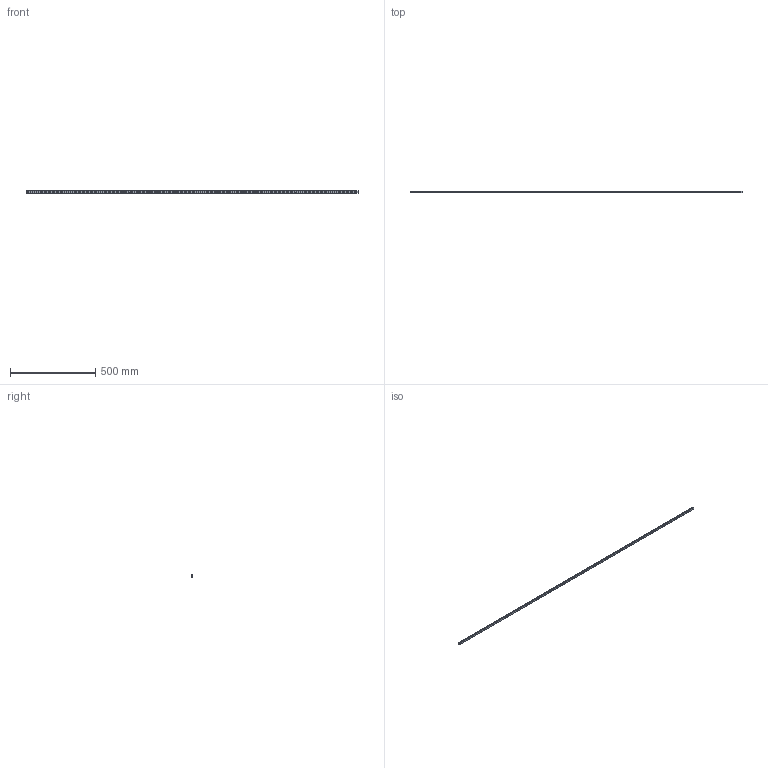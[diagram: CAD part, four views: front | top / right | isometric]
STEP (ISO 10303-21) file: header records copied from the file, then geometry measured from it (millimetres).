
FILE_DESCRIPTION (( 'STEP AP214' ), '1' );
FILE_NAME ('SRS12MSS-1950LTM_G12-5_0_0_0_0_0_1.STEP', '2021-08-10T12:45:05', ( '' ), ( '' ), 'SwSTEP 2.0', 'SolidWorks 2021', '' );
FILE_SCHEMA (( 'AUTOMOTIVE_DESIGN' ));
Length unit declared in the file: millimetre
Products named in the file (2): _SRS12M195012.5 Track; SRS12MSS-1950LTM_G12-5_0_0_0_0_0_1
Assembly tree (1 placements, depth 2):
  SRS12MSS-1950LTM_G12-5_0_0_0_0_0_1
    _SRS12M195012.5 Track
Bounding box: 1950 x 7.5 x 12 mm (x, y, z)
Volume: 158262.9 mm3; surface area: 84068.9 mm2
Topology: 1 solids, 1 shells, 430 faces, 1048 edges, 698 vertices
Faces by surface type: cylinder 323, plane 107
Entity records: 13352 total; most frequent: DIRECTION 2538, CARTESIAN_POINT 2228, ORIENTED_EDGE 2096, AXIS2_PLACEMENT_3D 1072, EDGE_CURVE 1048, VERTEX_POINT 698, EDGE_LOOP 664, CIRCLE 638
